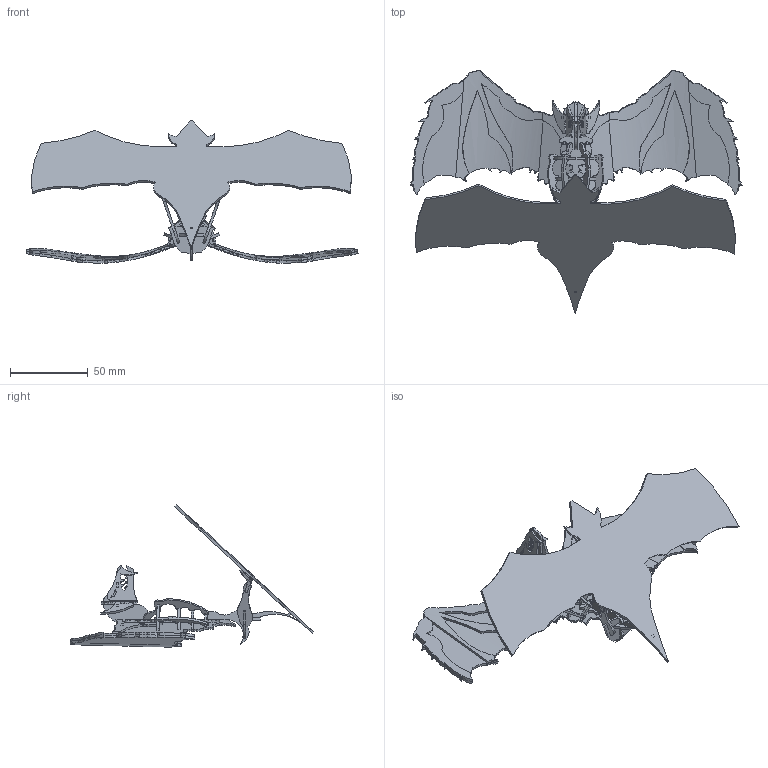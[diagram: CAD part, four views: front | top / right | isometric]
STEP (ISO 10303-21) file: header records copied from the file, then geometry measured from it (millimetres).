
FILE_DESCRIPTION (( 'STEP AP214' ), '1' );
FILE_NAME ('_Assy, Bat, Flying w Base.STEP', '2012-12-13T00:11:31', ( 'Dick' ), ( '' ), 'SwSTEP 2.0', 'SolidWorks 2012', '' );
FILE_SCHEMA (( 'AUTOMOTIVE_DESIGN' ));
Length unit declared in the file: inch
Products named in the file (31): Part36^_Assy, Bat, Flying w Base; Part35^_Assy, Bat, Flying w Base; Part31^_Assy, Bat, Flying w Base; Bat, Tab; Bat, Foot; Bat, Ankle; Bat, Thigh-01; Bat, Pelvis; Bat, Pelvis Suppt; Bat, Throat; Bat, Rib - 02; Bat, Rib - 01; MirrorBat, Wings, Radial Arms; MirrorBat, Wings, Arm, Outer; Bat, Wings, Radial Arms; MirrorBat, Wings; Bat, Wings, Arm Base; MirrorBat, Wings, Rib, top, 04; MirrorBat, Wings, Rib, top, 03; MirrorBat, Wings, Rib, top, 02; MirrorBat, Wings, Rib, top, 01; Bat, Wings; Bat, Spine, Front; MirrorBat, Face Plt, Ear Plt; Bat, Face Plt, Ear; Bat, Face Plt, Ear Plt; Bat, Face Plt, Teeth; Bat, Face Plt, Expander; Bat, Face Plt, Nose; Bat, Face Plt; _Assy, Bat, Flying w Base
Assembly tree (44 placements, depth 2):
  _Assy, Bat, Flying w Base
    Bat, Face Plt
    Bat, Face Plt, Nose
    Bat, Face Plt, Expander  x2
    Bat, Face Plt, Teeth  x2
    Bat, Face Plt, Ear Plt
    Bat, Face Plt, Ear  x2
    MirrorBat, Face Plt, Ear Plt
    Bat, Spine, Front
    Bat, Wings
    MirrorBat, Wings, Rib, top, 01
    MirrorBat, Wings, Rib, top, 02
    MirrorBat, Wings, Rib, top, 03
    MirrorBat, Wings, Rib, top, 04
    Bat, Wings, Arm Base  x2
    MirrorBat, Wings
    Bat, Wings, Radial Arms
    MirrorBat, Wings, Arm, Outer  x2
    MirrorBat, Wings, Radial Arms
    Bat, Rib - 01  x2
    Bat, Rib - 02  x2
    Bat, Throat  x2
    Bat, Pelvis Suppt
    Bat, Pelvis
    Bat, Thigh-01  x2
    Bat, Ankle  x2
    Bat, Foot  x2
    Bat, Tab  x4
    Part31^_Assy, Bat, Flying w Base
    Part35^_Assy, Bat, Flying w Base
    Part36^_Assy, Bat, Flying w Base
Bounding box: 214.18 x 157.27 x 91.76 mm (x, y, z)
Volume: 44599.1 mm3; surface area: 67557.4 mm2
Topology: 44 solids, 44 shells, 1352 faces, 3766 edges, 2502 vertices
Faces by surface type: cylinder 743, plane 559, bspline 50
Entity records: 39667 total; most frequent: CARTESIAN_POINT 9695, ORIENTED_EDGE 6062, DIRECTION 6007, EDGE_CURVE 3031, AXIS2_PLACEMENT_3D 2154, VERTEX_POINT 2012, VECTOR 1699, LINE 1699
